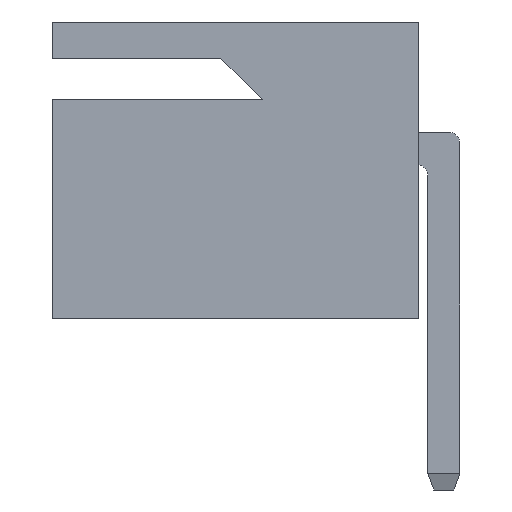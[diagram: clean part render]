
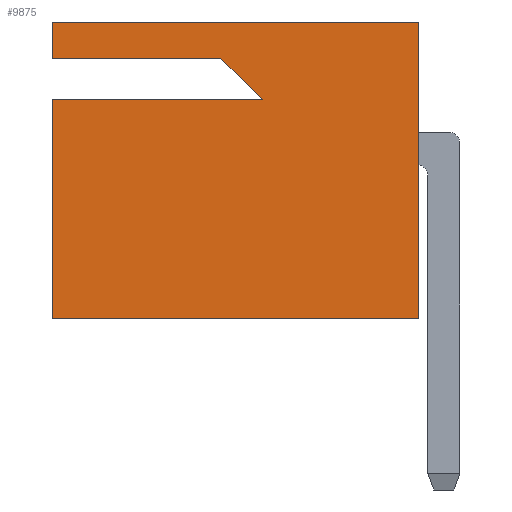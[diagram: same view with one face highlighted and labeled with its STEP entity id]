
A CAD part, left-side view. The second image highlights one B-rep face of the part: STEP entity #9875.
In plain terms, the highlighted planar face has unit normal (-1, 0, 0).
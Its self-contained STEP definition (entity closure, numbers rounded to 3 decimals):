
#779=ORIENTED_EDGE('',*,*,#2745,.T.);
#780=ORIENTED_EDGE('',*,*,#2746,.T.);
#781=ORIENTED_EDGE('',*,*,#2747,.T.);
#782=ORIENTED_EDGE('',*,*,#2633,.T.);
#783=ORIENTED_EDGE('',*,*,#2744,.F.);
#784=ORIENTED_EDGE('',*,*,#2640,.F.);
#785=ORIENTED_EDGE('',*,*,#2579,.T.);
#786=ORIENTED_EDGE('',*,*,#2748,.T.);
#2579=EDGE_CURVE('',#3589,#3588,#4226,.T.);
#2633=EDGE_CURVE('',#3606,#3635,#4280,.T.);
#2640=EDGE_CURVE('',#3589,#3641,#4287,.T.);
#2744=EDGE_CURVE('',#3641,#3635,#4391,.T.);
#2745=EDGE_CURVE('',#3702,#3703,#4392,.T.);
#2746=EDGE_CURVE('',#3703,#3704,#4393,.T.);
#2747=EDGE_CURVE('',#3704,#3606,#4394,.T.);
#2748=EDGE_CURVE('',#3588,#3702,#4395,.T.);
#3588=VERTEX_POINT('',#12531);
#3589=VERTEX_POINT('',#12533);
#3606=VERTEX_POINT('',#12578);
#3635=VERTEX_POINT('',#12637);
#3641=VERTEX_POINT('',#12652);
#3702=VERTEX_POINT('',#12840);
#3703=VERTEX_POINT('',#12841);
#3704=VERTEX_POINT('',#12843);
#4226=LINE('',#12532,#4953);
#4280=LINE('',#12638,#5007);
#4287=LINE('',#12651,#5014);
#4391=LINE('',#12837,#5118);
#4392=LINE('',#12839,#5119);
#4393=LINE('',#12842,#5120);
#4394=LINE('',#12844,#5121);
#4395=LINE('',#12845,#5122);
#4953=VECTOR('',#10909,1000.);
#5007=VECTOR('',#10973,1000.);
#5014=VECTOR('',#10982,1000.);
#5118=VECTOR('',#11128,1000.);
#5119=VECTOR('',#11131,1000.);
#5120=VECTOR('',#11132,1000.);
#5121=VECTOR('',#11133,1000.);
#5122=VECTOR('',#11134,1000.);
#5631=EDGE_LOOP('',(#779,#780,#781,#782,#783,#784,#785,#786));
#6080=FACE_BOUND('',#5631,.T.);
#6529=PLANE('',#10357);
#9875=ADVANCED_FACE('',(#6080),#6529,.T.);
#10357=AXIS2_PLACEMENT_3D('',#12838,#11129,#11130);
#10909=DIRECTION('',(0.,0.,-1.));
#10973=DIRECTION('',(0.,-1.,0.));
#10982=DIRECTION('',(0.,-1.,0.));
#11128=DIRECTION('',(0.,0.,-1.));
#11129=DIRECTION('',(-1.,0.,0.));
#11130=DIRECTION('',(0.,1.,0.));
#11131=DIRECTION('',(0.,-0.707,-0.707));
#11132=DIRECTION('',(0.,1.,0.));
#11133=DIRECTION('',(0.,0.,-1.));
#11134=DIRECTION('',(0.,-1.,0.));
#12531=CARTESIAN_POINT('',(-11.227,7.534,5.131));
#12532=CARTESIAN_POINT('',(-11.227,7.534,5.842));
#12533=CARTESIAN_POINT('',(-11.227,7.534,5.842));
#12578=CARTESIAN_POINT('',(-11.227,7.534,0.));
#12637=CARTESIAN_POINT('',(-11.227,0.32,0.));
#12638=CARTESIAN_POINT('',(-11.227,1.031,0.));
#12651=CARTESIAN_POINT('',(-11.227,1.031,5.842));
#12652=CARTESIAN_POINT('',(-11.227,0.32,5.842));
#12837=CARTESIAN_POINT('',(-11.227,0.32,5.842));
#12838=CARTESIAN_POINT('',(-11.227,1.031,5.842));
#12839=CARTESIAN_POINT('',(-11.227,4.206,5.131));
#12840=CARTESIAN_POINT('',(-11.227,4.206,5.131));
#12841=CARTESIAN_POINT('',(-11.227,3.393,4.318));
#12842=CARTESIAN_POINT('',(-11.227,3.393,4.318));
#12843=CARTESIAN_POINT('',(-11.227,7.534,4.318));
#12844=CARTESIAN_POINT('',(-11.227,7.534,5.842));
#12845=CARTESIAN_POINT('',(-11.227,7.534,5.131));
